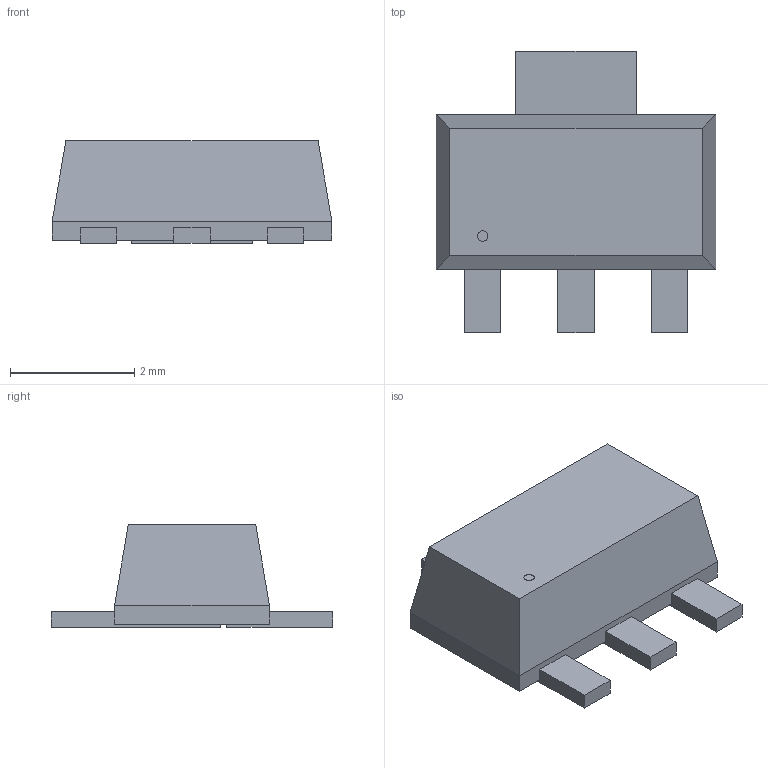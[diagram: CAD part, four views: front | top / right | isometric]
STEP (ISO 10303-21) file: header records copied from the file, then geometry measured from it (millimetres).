
FILE_DESCRIPTION(('STEP AP214'),'1');
FILE_NAME('SOT4_DXT2222A_DIO','2021-04-19T16:51:58',(''),(''),'','','');
FILE_SCHEMA(('AUTOMOTIVE_DESIGN'));
Length unit declared in the file: millimetre
Products named in the file (1): product
Bounding box: 4.5 x 4.52 x 1.65 mm (x, y, z)
Volume: 17.2 mm3; surface area: 61.8 mm2
Topology: 6 solids, 6 shells, 45 faces, 95 edges, 62 vertices
Faces by surface type: plane 44, cylinder 1
Full cylindrical faces by diameter (mm): 0.166 x1
Entity records: 1172 total; most frequent: DIRECTION 190, ORIENTED_EDGE 188, CARTESIAN_POINT 111, EDGE_CURVE 94, LINE 92, VECTOR 92, VERTEX_POINT 62, AXIS2_PLACEMENT_3D 49
